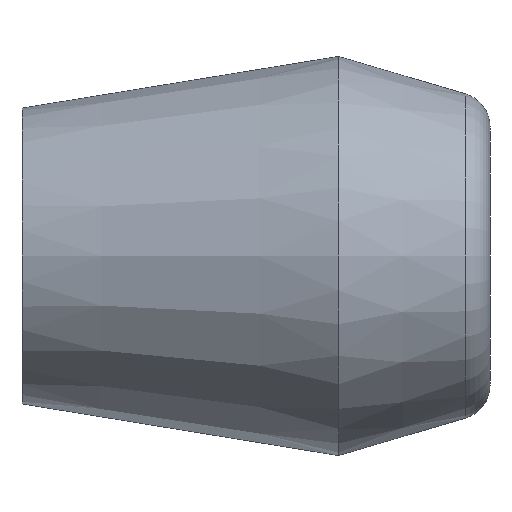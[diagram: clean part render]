
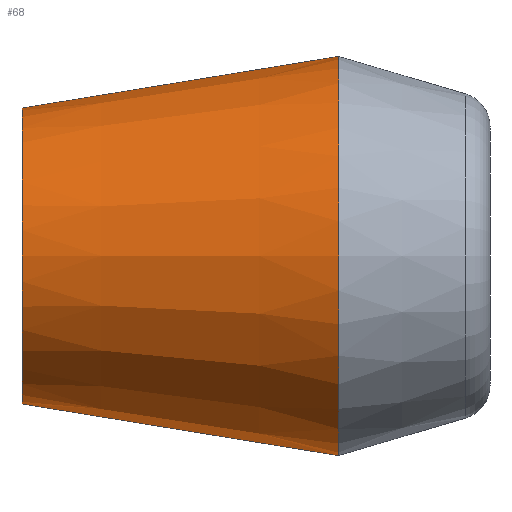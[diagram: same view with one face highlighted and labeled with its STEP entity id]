
A CAD part, left-side view. The second image highlights one B-rep face of the part: STEP entity #68.
In plain terms, the highlighted conical face has half-angle 9.26 degrees and reference radius 10.75 mm.
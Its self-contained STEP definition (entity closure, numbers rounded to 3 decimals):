
#4 = AXIS2_PLACEMENT_3D ( 'NONE', #93, #162, #199 ) ;
#6 = CONICAL_SURFACE ( 'NONE', #4, 10.75, 0.162 ) ;
#10 = AXIS2_PLACEMENT_3D ( 'NONE', #139, #138, #136 ) ;
#11 = AXIS2_PLACEMENT_3D ( 'NONE', #145, #144, #143 ) ;
#39 = VECTOR ( 'NONE', #113, 1000. ) ;
#41 = VECTOR ( 'NONE', #173, 1000. ) ;
#42 = CIRCLE ( 'NONE', #10, 14.5 ) ;
#43 = CIRCLE ( 'NONE', #11, 10.75 ) ;
#63 = EDGE_CURVE ( 'NONE', #269, #274, #309, .T. ) ;
#67 = EDGE_CURVE ( 'NONE', #271, #277, #311, .T. ) ;
#68 = ADVANCED_FACE ( 'NONE', ( #312 ), #6, .T. ) ;
#83 = EDGE_CURVE ( 'NONE', #271, #269, #43, .T. ) ;
#84 = EDGE_CURVE ( 'NONE', #277, #274, #42, .T. ) ;
#93 = CARTESIAN_POINT ( 'NONE',  ( 0., 23., 0. ) ) ;
#101 = CARTESIAN_POINT ( 'NONE',  ( 0., 0., -14.5 ) ) ;
#105 = CARTESIAN_POINT ( 'NONE',  ( 0., 0., 14.5 ) ) ;
#109 = CARTESIAN_POINT ( 'NONE',  ( 0., 23., -10.75 ) ) ;
#111 = CARTESIAN_POINT ( 'NONE',  ( 0., 23., 10.75 ) ) ;
#113 = DIRECTION ( 'NONE',  ( 0., -0.987, -0.161 ) ) ;
#118 = CARTESIAN_POINT ( 'NONE',  ( 0., 23., -10.75 ) ) ;
#136 = DIRECTION ( 'NONE',  ( 0., 0., 1. ) ) ;
#138 = DIRECTION ( 'NONE',  ( 0., 1., 0. ) ) ;
#139 = CARTESIAN_POINT ( 'NONE',  ( 0., 0., 0. ) ) ;
#143 = DIRECTION ( 'NONE',  ( 0., 0., 1. ) ) ;
#144 = DIRECTION ( 'NONE',  ( 0., 1., 0. ) ) ;
#145 = CARTESIAN_POINT ( 'NONE',  ( 0., 23., 0. ) ) ;
#162 = DIRECTION ( 'NONE',  ( 0., -1., 0. ) ) ;
#173 = DIRECTION ( 'NONE',  ( 0., -0.987, 0.161 ) ) ;
#180 = CARTESIAN_POINT ( 'NONE',  ( 0., 23., 10.75 ) ) ;
#199 = DIRECTION ( 'NONE',  ( 0., 0., -1. ) ) ;
#253 = ORIENTED_EDGE ( 'NONE', *, *, #67, .T. ) ;
#254 = ORIENTED_EDGE ( 'NONE', *, *, #83, .F. ) ;
#256 = ORIENTED_EDGE ( 'NONE', *, *, #63, .F. ) ;
#259 = ORIENTED_EDGE ( 'NONE', *, *, #84, .T. ) ;
#269 = VERTEX_POINT ( 'NONE', #111 ) ;
#271 = VERTEX_POINT ( 'NONE', #109 ) ;
#274 = VERTEX_POINT ( 'NONE', #105 ) ;
#277 = VERTEX_POINT ( 'NONE', #101 ) ;
#300 = EDGE_LOOP ( 'NONE', ( #256, #254, #253, #259 ) ) ;
#309 = LINE ( 'NONE', #180, #41 ) ;
#311 = LINE ( 'NONE', #118, #39 ) ;
#312 = FACE_OUTER_BOUND ( 'NONE', #300, .T. ) ;
